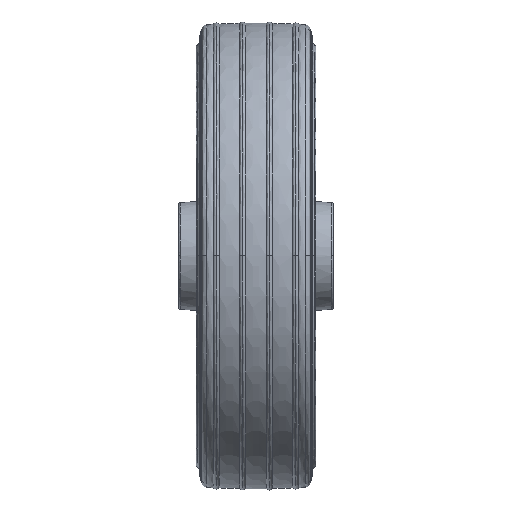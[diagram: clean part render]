
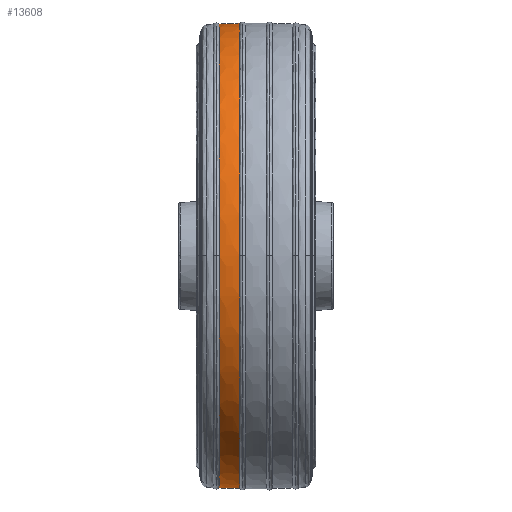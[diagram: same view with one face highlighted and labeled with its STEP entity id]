
A CAD part, top view. The second image highlights one B-rep face of the part: STEP entity #13608.
In plain terms, the highlighted toroidal (fillet/blend) face has major radius 212.5 mm and minor radius 300 mm.
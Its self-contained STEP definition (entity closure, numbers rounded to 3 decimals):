
#291 = DIRECTION ( 'NONE',  ( 0., 0., -1. ) ) ;
#989 = EDGE_CURVE ( 'NONE', #9605, #1442, #17019, .T. ) ;
#1242 = EDGE_CURVE ( 'NONE', #1442, #12202, #13633, .T. ) ;
#1442 = VERTEX_POINT ( 'NONE', #12519 ) ;
#1920 = CARTESIAN_POINT ( 'NONE',  ( 0., -212.5, 0. ) ) ;
#2523 = EDGE_CURVE ( 'NONE', #5659, #12202, #4305, .T. ) ;
#2530 = FACE_OUTER_BOUND ( 'NONE', #9505, .T. ) ;
#3822 = AXIS2_PLACEMENT_3D ( 'NONE', #5088, #3858, #6328 ) ;
#3858 = DIRECTION ( 'NONE',  ( 1., 0., 0. ) ) ;
#4071 = AXIS2_PLACEMENT_3D ( 'NONE', #16120, #7578, #7842 ) ;
#4305 = CIRCLE ( 'NONE', #5151, 300. ) ;
#4391 = ORIENTED_EDGE ( 'NONE', *, *, #1242, .F. ) ;
#5088 = CARTESIAN_POINT ( 'NONE',  ( -6.12, 0., 0. ) ) ;
#5151 = AXIS2_PLACEMENT_3D ( 'NONE', #15318, #8290, #12653 ) ;
#5242 = ORIENTED_EDGE ( 'NONE', *, *, #2523, .T. ) ;
#5659 = VERTEX_POINT ( 'NONE', #10546 ) ;
#5725 = DIRECTION ( 'NONE',  ( 0., 0., 1. ) ) ;
#6017 = DIRECTION ( 'NONE',  ( -1., 0., 0. ) ) ;
#6108 = ORIENTED_EDGE ( 'NONE', *, *, #14833, .F. ) ;
#6328 = DIRECTION ( 'NONE',  ( 0., 0., 1. ) ) ;
#7084 = CARTESIAN_POINT ( 'NONE',  ( -6.12, -87.438, 0. ) ) ;
#7287 = DIRECTION ( 'NONE',  ( 0., 0., -1. ) ) ;
#7578 = DIRECTION ( 'NONE',  ( -1., 0., 0. ) ) ;
#7842 = DIRECTION ( 'NONE',  ( 0., 0., -1. ) ) ;
#8027 = CIRCLE ( 'NONE', #13618, 300. ) ;
#8290 = DIRECTION ( 'NONE',  ( 0., 0., 1. ) ) ;
#8367 = TOROIDAL_SURFACE ( 'NONE', #14246, -212.5, 300. ) ;
#8486 = DIRECTION ( 'NONE',  ( 1., 0., 0. ) ) ;
#8852 = EDGE_CURVE ( 'NONE', #14882, #12590, #17038, .T. ) ;
#9419 = CARTESIAN_POINT ( 'NONE',  ( -6.12, 87.438, 0. ) ) ;
#9451 = AXIS2_PLACEMENT_3D ( 'NONE', #15155, #13981, #291 ) ;
#9505 = EDGE_LOOP ( 'NONE', ( #6108, #5242, #4391, #11478, #10138, #13547 ) ) ;
#9605 = VERTEX_POINT ( 'NONE', #9419 ) ;
#9606 = CARTESIAN_POINT ( 'NONE',  ( -6.12, 0., 0. ) ) ;
#9722 = AXIS2_PLACEMENT_3D ( 'NONE', #9606, #8486, #5725 ) ;
#10138 = ORIENTED_EDGE ( 'NONE', *, *, #11208, .F. ) ;
#10546 = CARTESIAN_POINT ( 'NONE',  ( -13.881, -87.179, 0. ) ) ;
#11208 = EDGE_CURVE ( 'NONE', #12590, #9605, #8027, .T. ) ;
#11478 = ORIENTED_EDGE ( 'NONE', *, *, #989, .F. ) ;
#12202 = VERTEX_POINT ( 'NONE', #7084 ) ;
#12519 = CARTESIAN_POINT ( 'NONE',  ( -6.12, 0., 87.438 ) ) ;
#12590 = VERTEX_POINT ( 'NONE', #17140 ) ;
#12653 = DIRECTION ( 'NONE',  ( 0., -1., 0. ) ) ;
#13030 = CARTESIAN_POINT ( 'NONE',  ( 0., 0., 0. ) ) ;
#13088 = CARTESIAN_POINT ( 'NONE',  ( -13.881, 0., 87.179 ) ) ;
#13130 = DIRECTION ( 'NONE',  ( 1., 0., 0. ) ) ;
#13547 = ORIENTED_EDGE ( 'NONE', *, *, #8852, .F. ) ;
#13608 = ADVANCED_FACE ( 'NONE', ( #2530 ), #8367, .T. ) ;
#13610 = CIRCLE ( 'NONE', #4071, 87.179 ) ;
#13618 = AXIS2_PLACEMENT_3D ( 'NONE', #1920, #7287, #6017 ) ;
#13633 = CIRCLE ( 'NONE', #3822, 87.438 ) ;
#13981 = DIRECTION ( 'NONE',  ( -1., 0., 0. ) ) ;
#14246 = AXIS2_PLACEMENT_3D ( 'NONE', #13030, #13130, #14709 ) ;
#14709 = DIRECTION ( 'NONE',  ( 0., 1., 0. ) ) ;
#14833 = EDGE_CURVE ( 'NONE', #5659, #14882, #13610, .T. ) ;
#14882 = VERTEX_POINT ( 'NONE', #13088 ) ;
#15155 = CARTESIAN_POINT ( 'NONE',  ( -13.881, 0., 0. ) ) ;
#15318 = CARTESIAN_POINT ( 'NONE',  ( 0., 212.5, 0. ) ) ;
#16120 = CARTESIAN_POINT ( 'NONE',  ( -13.881, 0., 0. ) ) ;
#17019 = CIRCLE ( 'NONE', #9722, 87.438 ) ;
#17038 = CIRCLE ( 'NONE', #9451, 87.179 ) ;
#17140 = CARTESIAN_POINT ( 'NONE',  ( -13.881, 87.179, 0. ) ) ;
